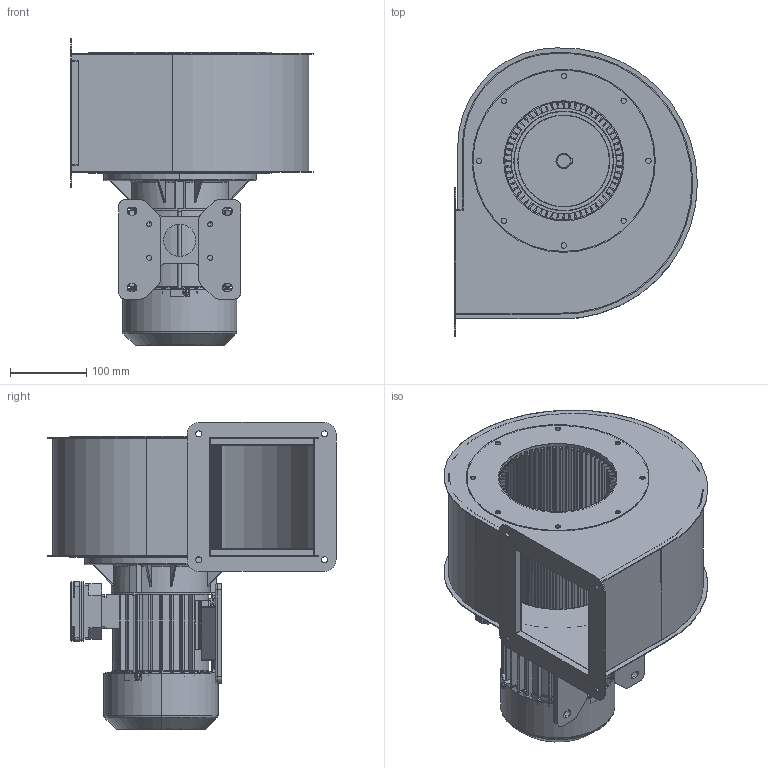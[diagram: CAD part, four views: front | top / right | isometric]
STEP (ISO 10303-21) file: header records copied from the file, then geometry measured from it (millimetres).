
FILE_DESCRIPTION (( 'STEP AP203' ), '1' );
FILE_NAME ('Assieme DIC 160.STEP', '2023-01-17T09:49:26', ( '' ), ( '' ), 'SwSTEP 2.0', 'SolidWorks 2022', '' );
FILE_SCHEMA (( 'CONFIG_CONTROL_DESIGN' ));
Length unit declared in the file: millimetre
Products named in the file (3): Motore Gr.80-A B35 IE2 - 2SIEL80-4A; DIC_160 AT; Assieme DIC 160
Assembly tree (2 placements, depth 2):
  Assieme DIC 160
    DIC_160 AT
    Motore Gr.80-A B35 IE2 - 2SIEL80-4A
Bounding box: 318.15 x 377.5 x 402.3 mm (x, y, z)
Volume: 1831616.6 mm3; surface area: 1545829.6 mm2
Topology: 4 solids, 4 shells, 4429 faces, 11883 edges, 7251 vertices
Faces by surface type: plane 1881, cylinder 1549, torus 394, bspline 264, sphere 214, cone 127
Entity records: 151664 total; most frequent: CARTESIAN_POINT 43868, ORIENTED_EDGE 22870, DIRECTION 22366, EDGE_CURVE 11435, AXIS2_PLACEMENT_3D 8330, VERTEX_POINT 7217, VECTOR 5706, LINE 5706
